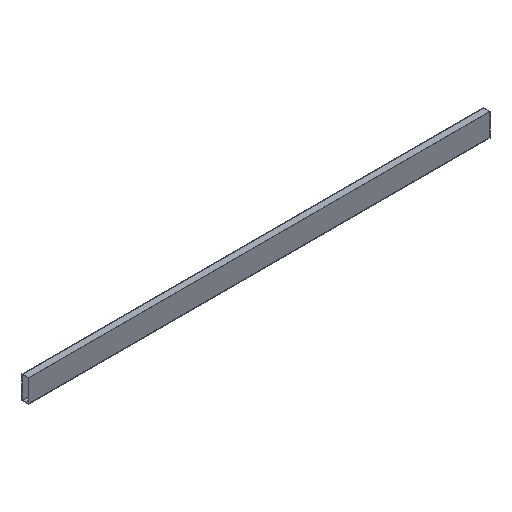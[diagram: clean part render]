
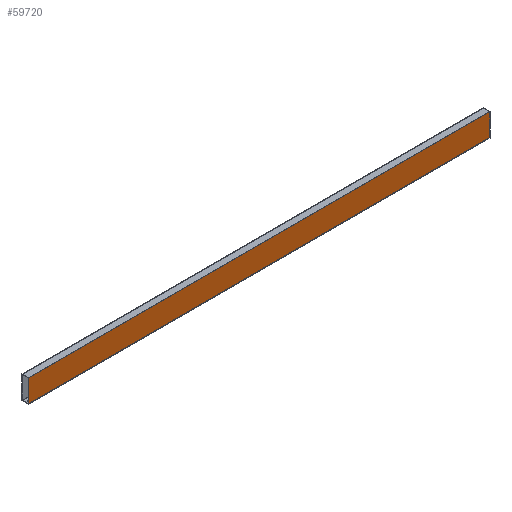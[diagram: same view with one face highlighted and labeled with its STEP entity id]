
A CAD part, isometric view. The second image highlights one B-rep face of the part: STEP entity #59720.
In plain terms, the highlighted planar face has unit normal (0, -1, 0).
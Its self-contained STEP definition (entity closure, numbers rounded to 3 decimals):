
#28900=CARTESIAN_POINT('',(-12.5,-15.,0.));
#28910=VERTEX_POINT('',#28900);
#28960=CARTESIAN_POINT('',(1989.,-15.,0.));
#28970=DIRECTION('',(-1.,0.,0.));
#28980=VECTOR('',#28970,1.);
#28990=LINE('',#28960,#28980);
#29000=CARTESIAN_POINT('',(1987.5,-15.,0.));
#29010=VERTEX_POINT('',#29000);
#29020=EDGE_CURVE('',#29010,#28910,#28990,.T.);
#59200=CARTESIAN_POINT('',(-12.5,-15.,100.));
#59210=VERTEX_POINT('',#59200);
#59260=CARTESIAN_POINT('',(-12.5,-15.,0.));
#59270=DIRECTION('',(0.,0.,1.));
#59280=VECTOR('',#59270,1.);
#59290=LINE('',#59260,#59280);
#59300=EDGE_CURVE('',#28910,#59210,#59290,.T.);
#59490=CARTESIAN_POINT('',(1989.,-15.,0.));
#59500=DIRECTION('',(-0.,-1.,-0.));
#59510=DIRECTION('',(-1.,0.,0.));
#59520=AXIS2_PLACEMENT_3D('',#59490,#59500,#59510);
#59530=PLANE('',#59520);
#59540=ORIENTED_EDGE('',*,*,#59300,.F.);
#59550=CARTESIAN_POINT('',(0.,-15.,100.));
#59560=DIRECTION('',(-1.,0.,0.));
#59570=VECTOR('',#59560,1.);
#59580=LINE('',#59550,#59570);
#59590=CARTESIAN_POINT('',(1987.5,-15.,100.));
#59600=VERTEX_POINT('',#59590);
#59610=EDGE_CURVE('',#59600,#59210,#59580,.T.);
#59620=ORIENTED_EDGE('',*,*,#59610,.T.);
#59630=CARTESIAN_POINT('',(1987.5,-15.,0.));
#59640=DIRECTION('',(0.,0.,1.));
#59650=VECTOR('',#59640,1.);
#59660=LINE('',#59630,#59650);
#59670=EDGE_CURVE('',#29010,#59600,#59660,.T.);
#59680=ORIENTED_EDGE('',*,*,#59670,.T.);
#59690=ORIENTED_EDGE('',*,*,#29020,.F.);
#59700=EDGE_LOOP('',(#59690,#59680,#59620,#59540));
#59710=FACE_OUTER_BOUND('',#59700,.T.);
#59720=ADVANCED_FACE('',(#59710),#59530,.T.);
